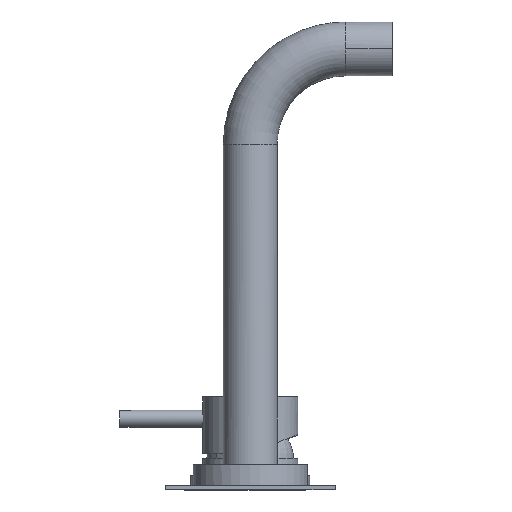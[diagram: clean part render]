
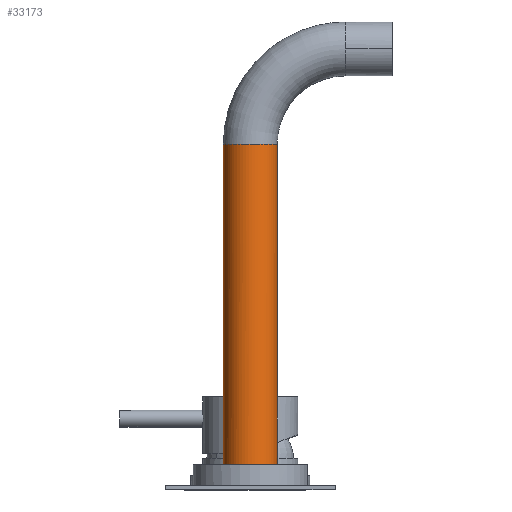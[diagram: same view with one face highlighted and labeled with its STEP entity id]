
A CAD part, left-side view. The second image highlights one B-rep face of the part: STEP entity #33173.
In plain terms, the highlighted cylindrical face has radius 12.7 mm (diameter 25.4 mm), a partial arc.
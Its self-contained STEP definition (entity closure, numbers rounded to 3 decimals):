
#253 = CARTESIAN_POINT ( 'NONE',  ( -61.097, -6.396, 66.092 ) ) ;
#390 = ORIENTED_EDGE ( 'NONE', *, *, #10202, .T. ) ;
#782 = DIRECTION ( 'NONE',  ( 0., 1., 0. ) ) ;
#1789 = ORIENTED_EDGE ( 'NONE', *, *, #42401, .T. ) ;
#2084 = CARTESIAN_POINT ( 'NONE',  ( -50., -12.7, 218.3 ) ) ;
#2810 = CARTESIAN_POINT ( 'NONE',  ( -50., 12.7, 218.3 ) ) ;
#3782 = CARTESIAN_POINT ( 'NONE',  ( -62.7, -1.662, 66.092 ) ) ;
#5337 = CARTESIAN_POINT ( 'NONE',  ( -57.805, -10.156, 218.3 ) ) ;
#5589 = CARTESIAN_POINT ( 'NONE',  ( -62.7, 1.662, 218.3 ) ) ;
#7379 = CARTESIAN_POINT ( 'NONE',  ( -50., 12.7, 218.3 ) ) ;
#7579 = CARTESIAN_POINT ( 'NONE',  ( -62.369, -3.324, 66.092 ) ) ;
#8129 = CARTESIAN_POINT ( 'NONE',  ( -50., 0., 218.3 ) ) ;
#8583 = CARTESIAN_POINT ( 'NONE',  ( -50., 12.7, 66.092 ) ) ;
#9142 = CARTESIAN_POINT ( 'NONE',  ( -51.662, -12.7, 218.3 ) ) ;
#9383 = CARTESIAN_POINT ( 'NONE',  ( -62.7, -1.662, 218.3 ) ) ;
#9952 = B_SPLINE_CURVE_WITH_KNOTS ( 'NONE', 3,
 ( #44724, #9142, #24516, #39906, #5337, #28529, #13184, #36110, #9383, #5589, #30039, #41910, #18452, #22965, #18693, #38102, #11393, #2810 ),
 .UNSPECIFIED., .F., .F.,
 ( 4, 2, 2, 2, 2, 2, 2, 2, 4 ),
 ( 0., 0.125, 0.25, 0.375, 0.5, 0.625, 0.75, 0.875, 1. ),
 .UNSPECIFIED. ) ;
#10202 = EDGE_CURVE ( 'NONE', #36035, #19911, #27033, .T. ) ;
#11232 = CARTESIAN_POINT ( 'NONE',  ( -50., -12.7, 167.564 ) ) ;
#11393 = CARTESIAN_POINT ( 'NONE',  ( -51.662, 12.7, 218.3 ) ) ;
#11630 = CARTESIAN_POINT ( 'NONE',  ( -56.396, 11.097, 66.092 ) ) ;
#13184 = CARTESIAN_POINT ( 'NONE',  ( -61.097, -6.396, 218.3 ) ) ;
#14175 = EDGE_LOOP ( 'NONE', ( #31636, #390, #29899, #1789 ) ) ;
#14450 = CARTESIAN_POINT ( 'NONE',  ( -50., 12.7, 116.828 ) ) ;
#14507 = CARTESIAN_POINT ( 'NONE',  ( -50., -12.7, 218.3 ) ) ;
#14629 = VERTEX_POINT ( 'NONE', #43997 ) ;
#15643 = CARTESIAN_POINT ( 'NONE',  ( -51.662, -12.7, 66.092 ) ) ;
#16191 = FACE_OUTER_BOUND ( 'NONE', #14175, .T. ) ;
#18452 = CARTESIAN_POINT ( 'NONE',  ( -60.156, 7.805, 218.3 ) ) ;
#18693 = CARTESIAN_POINT ( 'NONE',  ( -56.396, 11.097, 218.3 ) ) ;
#19194 = CARTESIAN_POINT ( 'NONE',  ( -56.396, -11.097, 66.092 ) ) ;
#19241 = DIRECTION ( 'NONE',  ( 0., 0., -1. ) ) ;
#19678 = CARTESIAN_POINT ( 'NONE',  ( -57.805, -10.156, 66.092 ) ) ;
#19911 = VERTEX_POINT ( 'NONE', #22604 ) ;
#22604 = CARTESIAN_POINT ( 'NONE',  ( -50., -12.7, 66.092 ) ) ;
#22965 = CARTESIAN_POINT ( 'NONE',  ( -57.805, 10.156, 218.3 ) ) ;
#23997 = CYLINDRICAL_SURFACE ( 'NONE', #36859, 12.7 ) ;
#24516 = CARTESIAN_POINT ( 'NONE',  ( -53.324, -12.369, 218.3 ) ) ;
#26587 = CARTESIAN_POINT ( 'NONE',  ( -50., -12.7, 116.828 ) ) ;
#26734 = CARTESIAN_POINT ( 'NONE',  ( -57.805, 10.156, 66.092 ) ) ;
#26983 = CARTESIAN_POINT ( 'NONE',  ( -62.7, 1.662, 66.092 ) ) ;
#27033 = B_SPLINE_CURVE_WITH_KNOTS ( 'NONE', 3,
 ( #8583, #45976, #43156, #11630, #26734, #42159, #34812, #46228, #26983, #3782, #7579, #253, #31293, #19678, #19194, #34564, #15643, #46475 ),
 .UNSPECIFIED., .F., .F.,
 ( 4, 2, 2, 2, 2, 2, 2, 2, 4 ),
 ( 0., 0.125, 0.25, 0.375, 0.5, 0.625, 0.75, 0.875, 1. ),
 .UNSPECIFIED. ) ;
#27548 = B_SPLINE_CURVE_WITH_KNOTS ( 'NONE', 3,
 ( #37145, #14450, #41685, #7379 ),
 .UNSPECIFIED., .F., .F.,
 ( 4, 4 ),
 ( 0., 1. ),
 .UNSPECIFIED. ) ;
#28529 = CARTESIAN_POINT ( 'NONE',  ( -60.156, -7.805, 218.3 ) ) ;
#29899 = ORIENTED_EDGE ( 'NONE', *, *, #31739, .F. ) ;
#29954 = VERTEX_POINT ( 'NONE', #2084 ) ;
#30039 = CARTESIAN_POINT ( 'NONE',  ( -62.369, 3.324, 218.3 ) ) ;
#31293 = CARTESIAN_POINT ( 'NONE',  ( -60.156, -7.805, 66.092 ) ) ;
#31636 = ORIENTED_EDGE ( 'NONE', *, *, #39138, .F. ) ;
#31739 = EDGE_CURVE ( 'NONE', #29954, #19911, #32281, .T. ) ;
#32281 = B_SPLINE_CURVE_WITH_KNOTS ( 'NONE', 3,
 ( #14507, #11232, #26587, #42009 ),
 .UNSPECIFIED., .F., .F.,
 ( 4, 4 ),
 ( 0., 1. ),
 .UNSPECIFIED. ) ;
#33173 = ADVANCED_FACE ( 'NONE', ( #16191 ), #23997, .T. ) ;
#34564 = CARTESIAN_POINT ( 'NONE',  ( -53.324, -12.369, 66.092 ) ) ;
#34591 = CARTESIAN_POINT ( 'NONE',  ( -50., 12.7, 66.092 ) ) ;
#34812 = CARTESIAN_POINT ( 'NONE',  ( -61.097, 6.396, 66.092 ) ) ;
#36035 = VERTEX_POINT ( 'NONE', #34591 ) ;
#36110 = CARTESIAN_POINT ( 'NONE',  ( -62.369, -3.324, 218.3 ) ) ;
#36859 = AXIS2_PLACEMENT_3D ( 'NONE', #8129, #19241, #782 ) ;
#37145 = CARTESIAN_POINT ( 'NONE',  ( -50., 12.7, 66.092 ) ) ;
#38102 = CARTESIAN_POINT ( 'NONE',  ( -53.324, 12.369, 218.3 ) ) ;
#39138 = EDGE_CURVE ( 'NONE', #36035, #14629, #27548, .T. ) ;
#39906 = CARTESIAN_POINT ( 'NONE',  ( -56.396, -11.097, 218.3 ) ) ;
#41685 = CARTESIAN_POINT ( 'NONE',  ( -50., 12.7, 167.564 ) ) ;
#41910 = CARTESIAN_POINT ( 'NONE',  ( -61.097, 6.396, 218.3 ) ) ;
#42009 = CARTESIAN_POINT ( 'NONE',  ( -50., -12.7, 66.092 ) ) ;
#42159 = CARTESIAN_POINT ( 'NONE',  ( -60.156, 7.805, 66.092 ) ) ;
#42401 = EDGE_CURVE ( 'NONE', #29954, #14629, #9952, .T. ) ;
#43156 = CARTESIAN_POINT ( 'NONE',  ( -53.324, 12.369, 66.092 ) ) ;
#43997 = CARTESIAN_POINT ( 'NONE',  ( -50., 12.7, 218.3 ) ) ;
#44724 = CARTESIAN_POINT ( 'NONE',  ( -50., -12.7, 218.3 ) ) ;
#45976 = CARTESIAN_POINT ( 'NONE',  ( -51.662, 12.7, 66.092 ) ) ;
#46228 = CARTESIAN_POINT ( 'NONE',  ( -62.369, 3.324, 66.092 ) ) ;
#46475 = CARTESIAN_POINT ( 'NONE',  ( -50., -12.7, 66.092 ) ) ;
